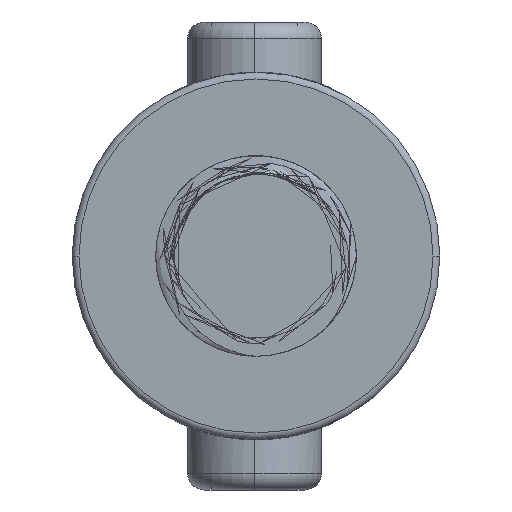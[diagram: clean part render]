
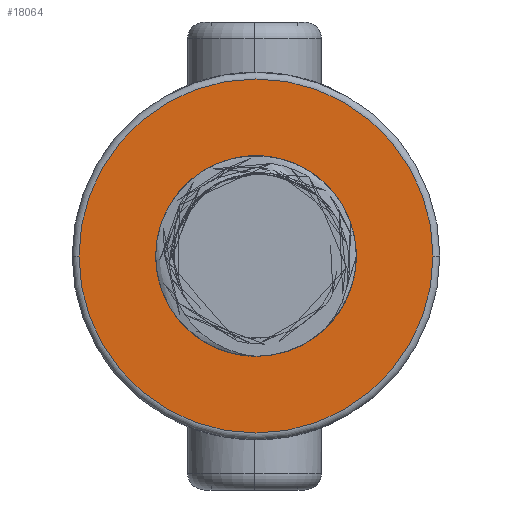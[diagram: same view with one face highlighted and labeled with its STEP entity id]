
A CAD part, left-side view. The second image highlights one B-rep face of the part: STEP entity #18064.
In plain terms, the highlighted planar face has unit normal (-1, 0, 0).
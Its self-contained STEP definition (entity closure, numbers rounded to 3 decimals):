
#777 = ORIENTED_EDGE ( 'NONE', *, *, #13357, .F. ) ;
#1066 = FACE_BOUND ( 'NONE', #4492, .T. ) ;
#1391 = CARTESIAN_POINT ( 'NONE',  ( 3.979, -5.341, 0. ) ) ;
#1401 = DIRECTION ( 'NONE',  ( 0., 1., 0. ) ) ;
#1879 = CIRCLE ( 'NONE', #20262, 5.297 ) ;
#2037 = DIRECTION ( 'NONE',  ( -1., 0., 0. ) ) ;
#2630 = DIRECTION ( 'NONE',  ( -1., 0., 0. ) ) ;
#2692 = CIRCLE ( 'NONE', #20709, 5.297 ) ;
#3243 = EDGE_CURVE ( 'NONE', #12100, #6601, #1879, .T. ) ;
#3366 = AXIS2_PLACEMENT_3D ( 'NONE', #18445, #11654, #1401 ) ;
#4426 = DIRECTION ( 'NONE',  ( 0., -1., 0. ) ) ;
#4492 = EDGE_LOOP ( 'NONE', ( #777, #7721 ) ) ;
#5413 = CIRCLE ( 'NONE', #20206, 3. ) ;
#6074 = CARTESIAN_POINT ( 'NONE',  ( 3.979, -0.044, 0. ) ) ;
#6601 = VERTEX_POINT ( 'NONE', #7102 ) ;
#7102 = CARTESIAN_POINT ( 'NONE',  ( 3.979, 5.253, 0. ) ) ;
#7527 = DIRECTION ( 'NONE',  ( -1., 0., 0. ) ) ;
#7715 = CARTESIAN_POINT ( 'NONE',  ( 3.979, -0.044, -3. ) ) ;
#7721 = ORIENTED_EDGE ( 'NONE', *, *, #8207, .F. ) ;
#7945 = PLANE ( 'NONE',  #3366 ) ;
#8207 = EDGE_CURVE ( 'NONE', #12089, #16510, #5413, .T. ) ;
#9662 = DIRECTION ( 'NONE',  ( 0., -1., 0. ) ) ;
#9788 = DIRECTION ( 'NONE',  ( -1., 0., 0. ) ) ;
#10492 = CARTESIAN_POINT ( 'NONE',  ( 3.979, -0.044, 0. ) ) ;
#11654 = DIRECTION ( 'NONE',  ( 1., 0., 0. ) ) ;
#11887 = ORIENTED_EDGE ( 'NONE', *, *, #12809, .T. ) ;
#12089 = VERTEX_POINT ( 'NONE', #18544 ) ;
#12100 = VERTEX_POINT ( 'NONE', #1391 ) ;
#12809 = EDGE_CURVE ( 'NONE', #6601, #12100, #2692, .T. ) ;
#13127 = AXIS2_PLACEMENT_3D ( 'NONE', #6074, #7527, #9662 ) ;
#13357 = EDGE_CURVE ( 'NONE', #16510, #12089, #16727, .T. ) ;
#14289 = ORIENTED_EDGE ( 'NONE', *, *, #3243, .T. ) ;
#14986 = DIRECTION ( 'NONE',  ( 0., -1., 0. ) ) ;
#16510 = VERTEX_POINT ( 'NONE', #7715 ) ;
#16727 = CIRCLE ( 'NONE', #13127, 3. ) ;
#16851 = FACE_OUTER_BOUND ( 'NONE', #18305, .T. ) ;
#17604 = DIRECTION ( 'NONE',  ( 0., -1., 0. ) ) ;
#18064 = ADVANCED_FACE ( 'NONE', ( #1066, #16851 ), #7945, .F. ) ;
#18090 = CARTESIAN_POINT ( 'NONE',  ( 3.979, -0.044, 0. ) ) ;
#18305 = EDGE_LOOP ( 'NONE', ( #14289, #11887 ) ) ;
#18445 = CARTESIAN_POINT ( 'NONE',  ( 3.979, 2.956, 0. ) ) ;
#18544 = CARTESIAN_POINT ( 'NONE',  ( 3.979, -2.146, -2.141 ) ) ;
#20206 = AXIS2_PLACEMENT_3D ( 'NONE', #10492, #2037, #17604 ) ;
#20262 = AXIS2_PLACEMENT_3D ( 'NONE', #18090, #2630, #4426 ) ;
#20709 = AXIS2_PLACEMENT_3D ( 'NONE', #22111, #9788, #14986 ) ;
#22111 = CARTESIAN_POINT ( 'NONE',  ( 3.979, -0.044, 0. ) ) ;
